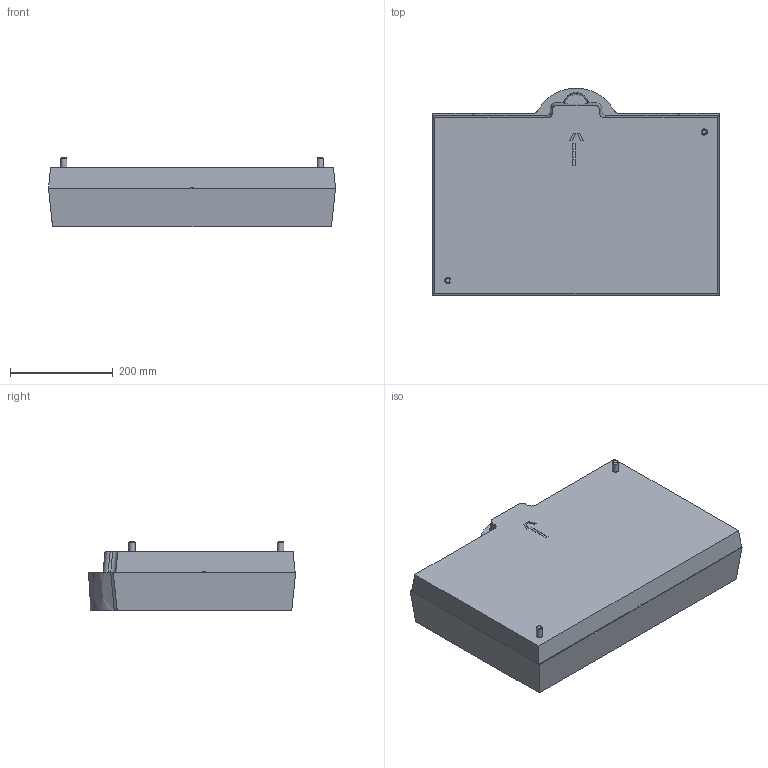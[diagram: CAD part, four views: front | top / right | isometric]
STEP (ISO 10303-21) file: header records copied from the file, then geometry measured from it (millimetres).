
FILE_DESCRIPTION(/* description */ (''),/* implementation_level */ '2;1');
FILE_NAME(/* name */ 'КОКИЛЬ.stp',/* time_stamp */ '2022-01-27T13:48:46+05:00',/* author */ (''),/* organization */ (''),/* preprocessor_version */ 'ST-DEVELOPER v16.7',/* originating_system */ 'SIEMENS PLM Software NX 12.0',/* authorisation */ '');
FILE_SCHEMA (('AUTOMOTIVE_DESIGN { 1 0 10303 214 3 1 1 1 }'));
Length unit declared in the file: millimetre
Products named in the file (4): ШТИФТ; Верхний_кокиль_
MODEL; Нижний_полукокиль_
1_REFERENCE_SET1; КОКИЛЬ
Assembly tree (4 placements, depth 2):
  КОКИЛЬ
    Нижний_полукокиль_
1_REFERENCE_SET1
    Верхний_кокиль_
MODEL
    ШТИФТ  x2
Bounding box: 560 x 404.84 x 135.5 mm (x, y, z)
Volume: 22230563.4 mm3; surface area: 1102417.1 mm2
Topology: 4 solids, 4 shells, 1148 faces, 3014 edges, 1848 vertices
Faces by surface type: plane 496, cylinder 396, bspline 144, sphere 49, extrusion 28, cone 26, torus 9
Full cylindrical faces by diameter (mm): 12 x4, 14 x4, 20 x4
Entity records: 38781 total; most frequent: CARTESIAN_POINT 11112, ORIENTED_EDGE 5832, DIRECTION 5504, EDGE_CURVE 2916, AXIS2_PLACEMENT_3D 1962, VERTEX_POINT 1834, VECTOR 1580, LINE 1552
